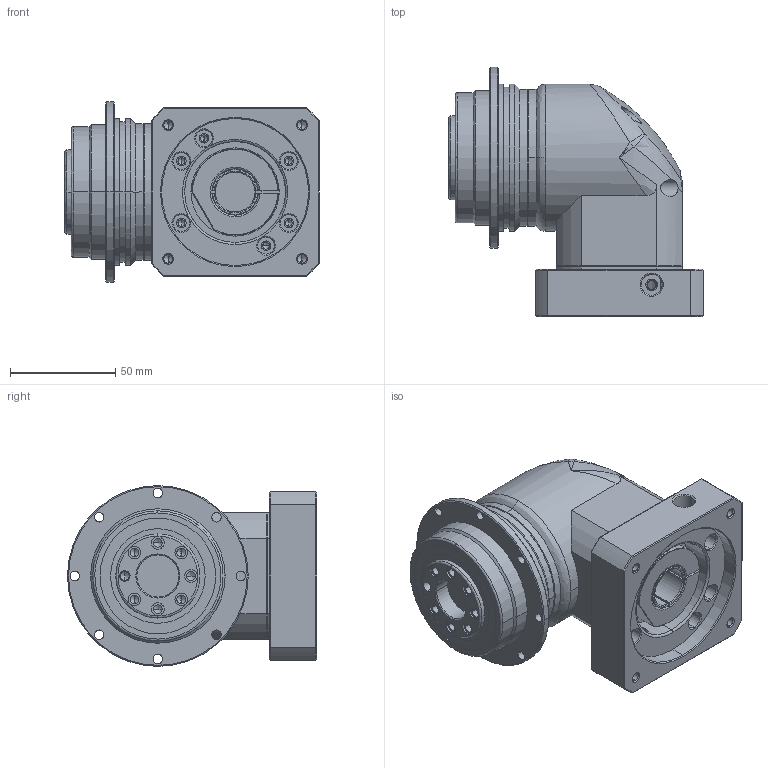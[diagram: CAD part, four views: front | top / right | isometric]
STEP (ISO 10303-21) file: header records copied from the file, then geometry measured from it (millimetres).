
FILE_DESCRIPTION (( 'STEP AP214' ), '1' );
FILE_NAME ('SDL064-L1-19-70-90-M5-M6.STEP', '2022-02-25T00:25:49', ( 'admin' ), ( '' ), 'SwSTEP 2.0', 'SolidWorks 2013', '' );
FILE_SCHEMA (( 'AUTOMOTIVE_DESIGN' ));
Length unit declared in the file: millimetre
Products named in the file (5): SD064; SDL060_X2_6CD55170_X0_-70-90M5; SDL060_X2_8F9351658F7495017D2773AF_X0_-19; SDL060_X2_94DD58F3_X0_-19; SDL064-L1-19-70-90-M5-M6
Assembly tree (4 placements, depth 2):
  SDL064-L1-19-70-90-M5-M6
    SDL060_X2_94DD58F3_X0_-19
    SDL060_X2_8F9351658F7495017D2773AF_X0_-19
    SDL060_X2_6CD55170_X0_-70-90M5
    SD064
Bounding box: 121 x 118.5 x 86 mm (x, y, z)
Volume: 540468.3 mm3; surface area: 97230.1 mm2
Topology: 6 solids, 6 shells, 479 faces, 1214 edges, 735 vertices
Faces by surface type: cylinder 226, cone 127, plane 96, bspline 28, torus 2
Entity records: 22249 total; most frequent: CARTESIAN_POINT 5443, DIRECTION 2480, ORIENTED_EDGE 2282, EDGE_CURVE 1141, AXIS2_PLACEMENT_3D 1027, VERTEX_POINT 731, EDGE_LOOP 586, CIRCLE 569
